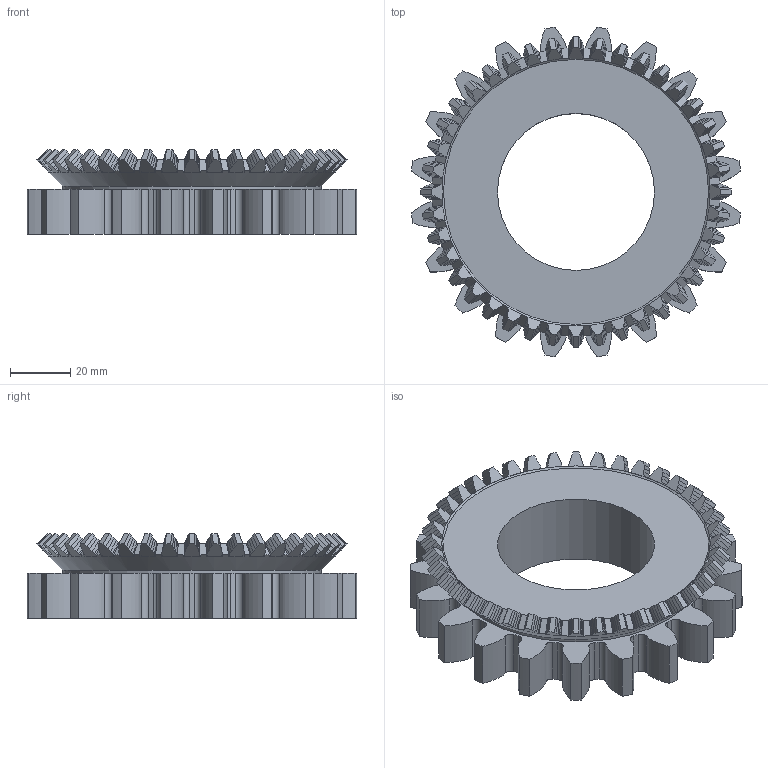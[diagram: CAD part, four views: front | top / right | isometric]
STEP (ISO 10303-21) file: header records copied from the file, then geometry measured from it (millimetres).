
FILE_DESCRIPTION(/* description */ ('STEP AP242','CAx-IF Rec.Pracs.---Representation and Presentation of Product Manufacturing Information (PMI)---4.0---2014-10-13','CAx-IF Rec.Pracs.---3D Tessellated Geometry---0.4---2014-09-14','2;1','CAx-IF Rec.Pracs.---User Defined Attributes---1.5---2016-08-15'),/* implementation_level */ '2;1');
FILE_NAME(/* name */ '69157921af4a1968b48c0c7a',/* time_stamp */ '2025-11-13T06:22:27Z',/* author */ (''),/* organization */ (''),/* preprocessor_version */ 'ST-DEVELOPER v20',/* originating_system */ 'ONSHAPE BY PTC INC, 1.206',/* authorisation */ ' ');
FILE_SCHEMA (('AP242_MANAGED_MODEL_BASED_3D_ENGINEERING_MIM_LF { 1 0 10303 442 1 1 4 }'));
Length unit declared in the file: metre
Products named in the file (1): Bevel-1-SET
Bounding box: 109.13 x 109.13 x 28.03 mm (x, y, z)
Volume: 127357 mm3; surface area: 31642.2 mm2
Topology: 1 solids, 1 shells, 767 faces, 2210 edges, 1446 vertices
Faces by surface type: plane 603, cylinder 82, cone 42, bspline 40
Full cylindrical faces by diameter (mm): 52 x1, 85.581 x1
Entity records: 28830 total; most frequent: CARTESIAN_POINT 9178, ORIENTED_EDGE 4410, DIRECTION 3666, EDGE_CURVE 2205, LINE 1560, VECTOR 1560, VERTEX_POINT 1445, AXIS2_PLACEMENT_3D 1053
